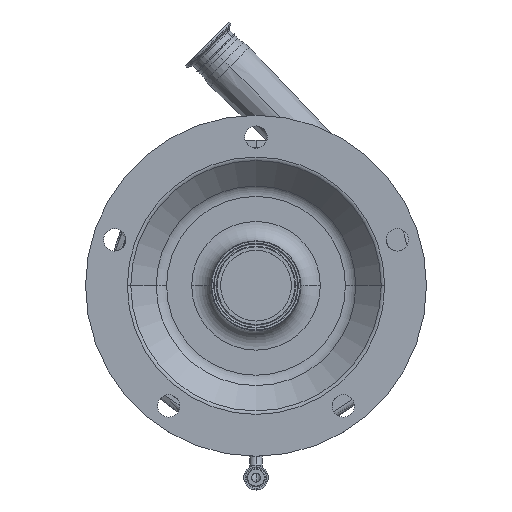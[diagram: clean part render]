
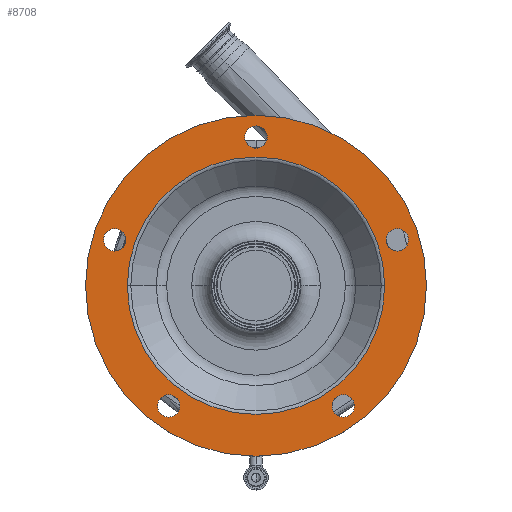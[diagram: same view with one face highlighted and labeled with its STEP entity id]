
A CAD part, top view. The second image highlights one B-rep face of the part: STEP entity #8708.
In plain terms, the highlighted planar face has unit normal (0, 0, 1).
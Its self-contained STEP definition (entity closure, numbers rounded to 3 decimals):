
#4 = CARTESIAN_POINT ( 'NONE',  ( -133.536, 47.125, 266.5 ) ) ;
#134 = CARTESIAN_POINT ( 'NONE',  ( -132.071, 0., 266.5 ) ) ;
#478 = AXIS2_PLACEMENT_3D ( 'NONE', #5324, #1900, #3166 ) ;
#507 = CARTESIAN_POINT ( 'NONE',  ( 145.036, 47.125, 266.5 ) ) ;
#609 = CIRCLE ( 'NONE', #5917, 11.5 ) ;
#856 = DIRECTION ( 'NONE',  ( 1., 0., 0. ) ) ;
#947 = AXIS2_PLACEMENT_3D ( 'NONE', #8789, #1232, #9738 ) ;
#1071 = DIRECTION ( 'NONE',  ( 0., 0., -1. ) ) ;
#1156 = CIRCLE ( 'NONE', #478, 11.5 ) ;
#1169 = DIRECTION ( 'NONE',  ( 0., 0., 1. ) ) ;
#1232 = DIRECTION ( 'NONE',  ( 0., 0., 1. ) ) ;
#1296 = VERTEX_POINT ( 'NONE', #5134 ) ;
#1306 = DIRECTION ( 'NONE',  ( 1., 0., 0. ) ) ;
#1354 = CIRCLE ( 'NONE', #9031, 11.5 ) ;
#1390 = CARTESIAN_POINT ( 'NONE',  ( 0., 0., 266.5 ) ) ;
#1474 = DIRECTION ( 'NONE',  ( 0., 0., 1. ) ) ;
#1611 = DIRECTION ( 'NONE',  ( 1., 0., 0. ) ) ;
#1844 = CARTESIAN_POINT ( 'NONE',  ( 0., 175., 266.5 ) ) ;
#1853 = AXIS2_PLACEMENT_3D ( 'NONE', #10959, #3690, #1611 ) ;
#1900 = DIRECTION ( 'NONE',  ( 0., 0., 1. ) ) ;
#1918 = FACE_BOUND ( 'NONE', #7207, .T. ) ;
#1994 = ORIENTED_EDGE ( 'NONE', *, *, #3982, .F. ) ;
#2064 = EDGE_LOOP ( 'NONE', ( #6257, #12097 ) ) ;
#2141 = CIRCLE ( 'NONE', #6974, 11.5 ) ;
#2168 = DIRECTION ( 'NONE',  ( -1., 0., 0. ) ) ;
#2179 = ORIENTED_EDGE ( 'NONE', *, *, #11758, .T. ) ;
#2203 = VERTEX_POINT ( 'NONE', #134 ) ;
#2233 = CARTESIAN_POINT ( 'NONE',  ( 0., 0., 266.5 ) ) ;
#2265 = DIRECTION ( 'NONE',  ( 0., 0., 1. ) ) ;
#2283 = VERTEX_POINT ( 'NONE', #12821 ) ;
#2386 = CARTESIAN_POINT ( 'NONE',  ( 0., 152.5, 266.5 ) ) ;
#2432 = CARTESIAN_POINT ( 'NONE',  ( 156.536, 47.125, 266.5 ) ) ;
#2529 = CIRCLE ( 'NONE', #7812, 175. ) ;
#2877 = DIRECTION ( 'NONE',  ( -1., 0., 0. ) ) ;
#2887 = FACE_BOUND ( 'NONE', #6662, .T. ) ;
#2979 = CARTESIAN_POINT ( 'NONE',  ( 78.137, -123.375, 266.5 ) ) ;
#3166 = DIRECTION ( 'NONE',  ( 1., 0., 0. ) ) ;
#3173 = DIRECTION ( 'NONE',  ( 1., 0., 0. ) ) ;
#3193 = ORIENTED_EDGE ( 'NONE', *, *, #12205, .F. ) ;
#3320 = DIRECTION ( 'NONE',  ( 1., 0., 0. ) ) ;
#3373 = EDGE_CURVE ( 'NONE', #7504, #9797, #609, .T. ) ;
#3620 = CARTESIAN_POINT ( 'NONE',  ( 101.137, -123.375, 266.5 ) ) ;
#3661 = EDGE_LOOP ( 'NONE', ( #5994, #6407 ) ) ;
#3675 = VERTEX_POINT ( 'NONE', #13098 ) ;
#3690 = DIRECTION ( 'NONE',  ( 0., 0., 1. ) ) ;
#3982 = EDGE_CURVE ( 'NONE', #2283, #10834, #2141, .T. ) ;
#4121 = DIRECTION ( 'NONE',  ( 0., 0., -1. ) ) ;
#4178 = VERTEX_POINT ( 'NONE', #8486 ) ;
#4280 = AXIS2_PLACEMENT_3D ( 'NONE', #1390, #10007, #2877 ) ;
#4693 = CIRCLE ( 'NONE', #947, 11.5 ) ;
#4737 = CARTESIAN_POINT ( 'NONE',  ( 0., 0., 266.5 ) ) ;
#4931 = CARTESIAN_POINT ( 'NONE',  ( -78.137, -123.375, 266.5 ) ) ;
#5045 = DIRECTION ( 'NONE',  ( -1., 0., 0. ) ) ;
#5121 = FACE_BOUND ( 'NONE', #2064, .T. ) ;
#5134 = CARTESIAN_POINT ( 'NONE',  ( 11.5, 152.5, 266.5 ) ) ;
#5153 = AXIS2_PLACEMENT_3D ( 'NONE', #2386, #1169, #3320 ) ;
#5162 = CARTESIAN_POINT ( 'NONE',  ( 0., 0., 266.5 ) ) ;
#5324 = CARTESIAN_POINT ( 'NONE',  ( -89.637, -123.375, 266.5 ) ) ;
#5387 = DIRECTION ( 'NONE',  ( 0., 0., 1. ) ) ;
#5917 = AXIS2_PLACEMENT_3D ( 'NONE', #6414, #5387, #9072 ) ;
#5922 = ORIENTED_EDGE ( 'NONE', *, *, #8922, .T. ) ;
#5994 = ORIENTED_EDGE ( 'NONE', *, *, #11427, .F. ) ;
#5999 = EDGE_LOOP ( 'NONE', ( #8733, #9193 ) ) ;
#6071 = EDGE_CURVE ( 'NONE', #10439, #11951, #6507, .T. ) ;
#6202 = EDGE_CURVE ( 'NONE', #13084, #7505, #2529, .T. ) ;
#6257 = ORIENTED_EDGE ( 'NONE', *, *, #3373, .F. ) ;
#6407 = ORIENTED_EDGE ( 'NONE', *, *, #6071, .F. ) ;
#6408 = AXIS2_PLACEMENT_3D ( 'NONE', #1844, #10241, #5045 ) ;
#6414 = CARTESIAN_POINT ( 'NONE',  ( 89.637, -123.375, 266.5 ) ) ;
#6507 = CIRCLE ( 'NONE', #1853, 11.5 ) ;
#6547 = CARTESIAN_POINT ( 'NONE',  ( 89.637, -123.375, 266.5 ) ) ;
#6615 = CIRCLE ( 'NONE', #8378, 132.071 ) ;
#6662 = EDGE_LOOP ( 'NONE', ( #11469, #1994 ) ) ;
#6974 = AXIS2_PLACEMENT_3D ( 'NONE', #507, #1474, #9717 ) ;
#6975 = EDGE_CURVE ( 'NONE', #10932, #4178, #11322, .T. ) ;
#7016 = FACE_BOUND ( 'NONE', #3661, .T. ) ;
#7046 = CARTESIAN_POINT ( 'NONE',  ( 175., 0., 266.5 ) ) ;
#7178 = EDGE_LOOP ( 'NONE', ( #7514, #11921 ) ) ;
#7207 = EDGE_LOOP ( 'NONE', ( #10552, #3193 ) ) ;
#7259 = DIRECTION ( 'NONE',  ( 0., 0., -1. ) ) ;
#7393 = AXIS2_PLACEMENT_3D ( 'NONE', #11371, #9378, #856 ) ;
#7504 = VERTEX_POINT ( 'NONE', #3620 ) ;
#7505 = VERTEX_POINT ( 'NONE', #7806 ) ;
#7514 = ORIENTED_EDGE ( 'NONE', *, *, #12676, .F. ) ;
#7781 = CARTESIAN_POINT ( 'NONE',  ( -11.5, 152.5, 266.5 ) ) ;
#7806 = CARTESIAN_POINT ( 'NONE',  ( -175., 0., 266.5 ) ) ;
#7812 = AXIS2_PLACEMENT_3D ( 'NONE', #4737, #7259, #8433 ) ;
#7837 = VERTEX_POINT ( 'NONE', #7781 ) ;
#8378 = AXIS2_PLACEMENT_3D ( 'NONE', #5162, #4121, #11294 ) ;
#8397 = EDGE_LOOP ( 'NONE', ( #2179, #5922 ) ) ;
#8433 = DIRECTION ( 'NONE',  ( -1., 0., 0. ) ) ;
#8486 = CARTESIAN_POINT ( 'NONE',  ( -156.536, 47.125, 266.5 ) ) ;
#8708 = ADVANCED_FACE ( 'NONE', ( #10165, #7016, #5121, #2887, #11329, #13438, #1918 ), #11260, .F. ) ;
#8733 = ORIENTED_EDGE ( 'NONE', *, *, #6975, .F. ) ;
#8789 = CARTESIAN_POINT ( 'NONE',  ( -145.036, 47.125, 266.5 ) ) ;
#8922 = EDGE_CURVE ( 'NONE', #3675, #2203, #6615, .T. ) ;
#9031 = AXIS2_PLACEMENT_3D ( 'NONE', #6547, #10716, #1306 ) ;
#9072 = DIRECTION ( 'NONE',  ( 1., 0., 0. ) ) ;
#9193 = ORIENTED_EDGE ( 'NONE', *, *, #12211, .F. ) ;
#9378 = DIRECTION ( 'NONE',  ( 0., 0., 1. ) ) ;
#9478 = AXIS2_PLACEMENT_3D ( 'NONE', #2233, #1071, #2168 ) ;
#9717 = DIRECTION ( 'NONE',  ( 1., 0., 0. ) ) ;
#9738 = DIRECTION ( 'NONE',  ( 1., 0., 0. ) ) ;
#9797 = VERTEX_POINT ( 'NONE', #2979 ) ;
#9892 = CIRCLE ( 'NONE', #11645, 11.5 ) ;
#10007 = DIRECTION ( 'NONE',  ( 0., 0., -1. ) ) ;
#10040 = AXIS2_PLACEMENT_3D ( 'NONE', #11395, #2265, #3173 ) ;
#10128 = CIRCLE ( 'NONE', #9478, 132.071 ) ;
#10154 = CIRCLE ( 'NONE', #4280, 175. ) ;
#10165 = FACE_BOUND ( 'NONE', #5999, .T. ) ;
#10226 = EDGE_CURVE ( 'NONE', #9797, #7504, #1354, .T. ) ;
#10241 = DIRECTION ( 'NONE',  ( 0., 0., -1. ) ) ;
#10351 = EDGE_CURVE ( 'NONE', #1296, #7837, #9892, .T. ) ;
#10355 = DIRECTION ( 'NONE',  ( 1., 0., 0. ) ) ;
#10439 = VERTEX_POINT ( 'NONE', #12459 ) ;
#10552 = ORIENTED_EDGE ( 'NONE', *, *, #10351, .F. ) ;
#10716 = DIRECTION ( 'NONE',  ( 0., 0., 1. ) ) ;
#10834 = VERTEX_POINT ( 'NONE', #2432 ) ;
#10932 = VERTEX_POINT ( 'NONE', #4 ) ;
#10956 = EDGE_CURVE ( 'NONE', #10834, #2283, #11792, .T. ) ;
#10959 = CARTESIAN_POINT ( 'NONE',  ( -89.637, -123.375, 266.5 ) ) ;
#11260 = PLANE ( 'NONE',  #6408 ) ;
#11294 = DIRECTION ( 'NONE',  ( -1., 0., 0. ) ) ;
#11322 = CIRCLE ( 'NONE', #7393, 11.5 ) ;
#11329 = FACE_BOUND ( 'NONE', #8397, .T. ) ;
#11371 = CARTESIAN_POINT ( 'NONE',  ( -145.036, 47.125, 266.5 ) ) ;
#11395 = CARTESIAN_POINT ( 'NONE',  ( 145.036, 47.125, 266.5 ) ) ;
#11427 = EDGE_CURVE ( 'NONE', #11951, #10439, #1156, .T. ) ;
#11469 = ORIENTED_EDGE ( 'NONE', *, *, #10956, .F. ) ;
#11500 = CARTESIAN_POINT ( 'NONE',  ( 0., 152.5, 266.5 ) ) ;
#11645 = AXIS2_PLACEMENT_3D ( 'NONE', #11500, #13543, #10355 ) ;
#11758 = EDGE_CURVE ( 'NONE', #2203, #3675, #10128, .T. ) ;
#11792 = CIRCLE ( 'NONE', #10040, 11.5 ) ;
#11921 = ORIENTED_EDGE ( 'NONE', *, *, #6202, .F. ) ;
#11951 = VERTEX_POINT ( 'NONE', #4931 ) ;
#12097 = ORIENTED_EDGE ( 'NONE', *, *, #10226, .F. ) ;
#12205 = EDGE_CURVE ( 'NONE', #7837, #1296, #13199, .T. ) ;
#12211 = EDGE_CURVE ( 'NONE', #4178, #10932, #4693, .T. ) ;
#12459 = CARTESIAN_POINT ( 'NONE',  ( -101.137, -123.375, 266.5 ) ) ;
#12676 = EDGE_CURVE ( 'NONE', #7505, #13084, #10154, .T. ) ;
#12821 = CARTESIAN_POINT ( 'NONE',  ( 133.536, 47.125, 266.5 ) ) ;
#13084 = VERTEX_POINT ( 'NONE', #7046 ) ;
#13098 = CARTESIAN_POINT ( 'NONE',  ( 132.071, 0., 266.5 ) ) ;
#13199 = CIRCLE ( 'NONE', #5153, 11.5 ) ;
#13438 = FACE_OUTER_BOUND ( 'NONE', #7178, .T. ) ;
#13543 = DIRECTION ( 'NONE',  ( 0., 0., 1. ) ) ;
